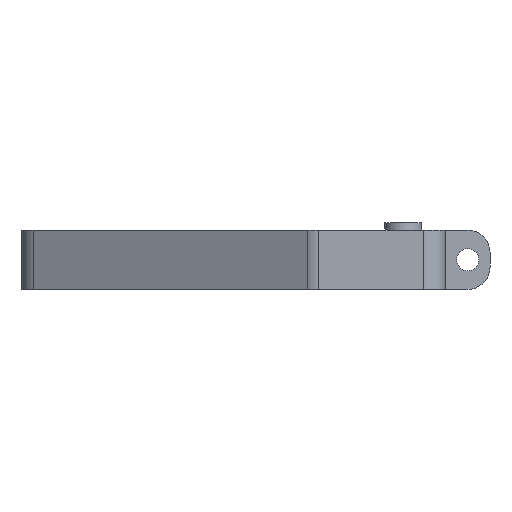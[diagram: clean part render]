
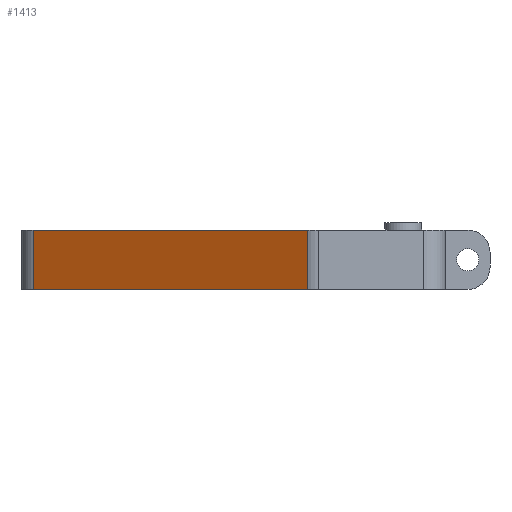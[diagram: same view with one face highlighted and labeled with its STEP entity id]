
A CAD part, front view. The second image highlights one B-rep face of the part: STEP entity #1413.
In plain terms, the highlighted planar face has unit normal (-0.49, -0.872, 0).
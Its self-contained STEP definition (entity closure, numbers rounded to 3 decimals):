
#47 = ORIENTED_EDGE ( 'NONE', *, *, #338, .T. ) ;
#80 = VECTOR ( 'NONE', #1402, 1000. ) ;
#128 = CARTESIAN_POINT ( 'NONE',  ( -26.614, -47.374, 0. ) ) ;
#217 = EDGE_CURVE ( 'NONE', #1729, #1553, #706, .T. ) ;
#235 = LINE ( 'NONE', #392, #1776 ) ;
#310 = LINE ( 'NONE', #128, #1143 ) ;
#334 = CARTESIAN_POINT ( 'NONE',  ( -26.614, -47.374, 8. ) ) ;
#338 = EDGE_CURVE ( 'NONE', #1962, #1568, #235, .T. ) ;
#392 = CARTESIAN_POINT ( 'NONE',  ( -31.524, -44.616, 8. ) ) ;
#456 = CARTESIAN_POINT ( 'NONE',  ( -26.614, -47.374, 8. ) ) ;
#502 = EDGE_CURVE ( 'NONE', #1553, #1962, #310, .T. ) ;
#624 = ORIENTED_EDGE ( 'NONE', *, *, #864, .F. ) ;
#644 = CARTESIAN_POINT ( 'NONE',  ( -68.469, -23.86, 8. ) ) ;
#706 = LINE ( 'NONE', #1111, #905 ) ;
#777 = CARTESIAN_POINT ( 'NONE',  ( -31.524, -44.616, 8. ) ) ;
#864 = EDGE_CURVE ( 'NONE', #1729, #1568, #1758, .T. ) ;
#882 = DIRECTION ( 'NONE',  ( 0.49, 0.872, 0. ) ) ;
#891 = DIRECTION ( 'NONE',  ( -0.872, 0.49, 0. ) ) ;
#905 = VECTOR ( 'NONE', #1076, 1000. ) ;
#1076 = DIRECTION ( 'NONE',  ( 0., 0., -1. ) ) ;
#1111 = CARTESIAN_POINT ( 'NONE',  ( -68.469, -23.86, 8. ) ) ;
#1143 = VECTOR ( 'NONE', #1406, 1000. ) ;
#1267 = PLANE ( 'NONE',  #1630 ) ;
#1402 = DIRECTION ( 'NONE',  ( 0.872, -0.49, 0. ) ) ;
#1406 = DIRECTION ( 'NONE',  ( 0.872, -0.49, 0. ) ) ;
#1413 = ADVANCED_FACE ( 'NONE', ( #1452 ), #1267, .F. ) ;
#1452 = FACE_OUTER_BOUND ( 'NONE', #2263, .T. ) ;
#1511 = DIRECTION ( 'NONE',  ( 0., 0., 1. ) ) ;
#1553 = VERTEX_POINT ( 'NONE', #1877 ) ;
#1568 = VERTEX_POINT ( 'NONE', #777 ) ;
#1571 = CARTESIAN_POINT ( 'NONE',  ( -31.524, -44.616, 0. ) ) ;
#1630 = AXIS2_PLACEMENT_3D ( 'NONE', #334, #882, #891 ) ;
#1729 = VERTEX_POINT ( 'NONE', #644 ) ;
#1758 = LINE ( 'NONE', #456, #80 ) ;
#1776 = VECTOR ( 'NONE', #1511, 1000. ) ;
#1877 = CARTESIAN_POINT ( 'NONE',  ( -68.469, -23.86, 0. ) ) ;
#1908 = ORIENTED_EDGE ( 'NONE', *, *, #502, .T. ) ;
#1962 = VERTEX_POINT ( 'NONE', #1571 ) ;
#2263 = EDGE_LOOP ( 'NONE', ( #1908, #47, #624, #2366 ) ) ;
#2366 = ORIENTED_EDGE ( 'NONE', *, *, #217, .T. ) ;
